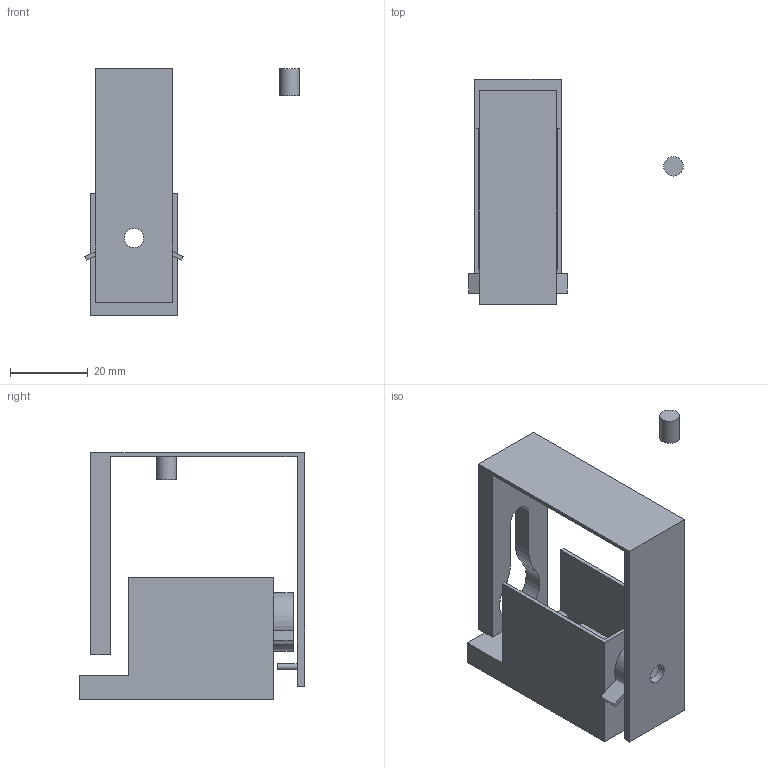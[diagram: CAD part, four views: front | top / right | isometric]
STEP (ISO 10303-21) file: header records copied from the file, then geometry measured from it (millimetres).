
FILE_DESCRIPTION(/* description */ ('','CAx-IF Rec.Pracs.---Representation and Presentation of Product Manufacturing Information (PMI)---4.0---2014-10-13'),/* implementation_level */ '2;1');
FILE_NAME(/* name */ 'Combined v2.step',/* time_stamp */ '2025-01-13T14:14:44+11:00',/* author */ (''),/* organization */ (''),/* preprocessor_version */ 'ST-DEVELOPER v20',/* originating_system */ 'Autodesk Translation Framework v13.20.0.188',/* authorisation */ '');
FILE_SCHEMA (('AP242_MANAGED_MODEL_BASED_3D_ENGINEERING_MIM_LF { 1 0 10303 442 1 1 4 }'));
Length unit declared in the file: millimetre
Products named in the file (3): Combined; Upper Shoulder; Lower Shoulder
Assembly tree (2 placements, depth 2):
  Combined
    Upper Shoulder
    Lower Shoulder
Bounding box: 55.16 x 58 x 63.4 mm (x, y, z)
Volume: 18441 mm3; surface area: 16524 mm2
Topology: 4 solids, 4 shells, 116 faces, 331 edges, 231 vertices
Faces by surface type: plane 68, cylinder 30, torus 10, bspline 8
Full cylindrical faces by diameter (mm): 1.5 x1, 5 x2, 14 x1
Entity records: 8886 total; most frequent: CARTESIAN_POINT 5841, ORIENTED_EDGE 662, DIRECTION 567, EDGE_CURVE 331, VERTEX_POINT 231, AXIS2_PLACEMENT_3D 193, LINE 181, VECTOR 181
